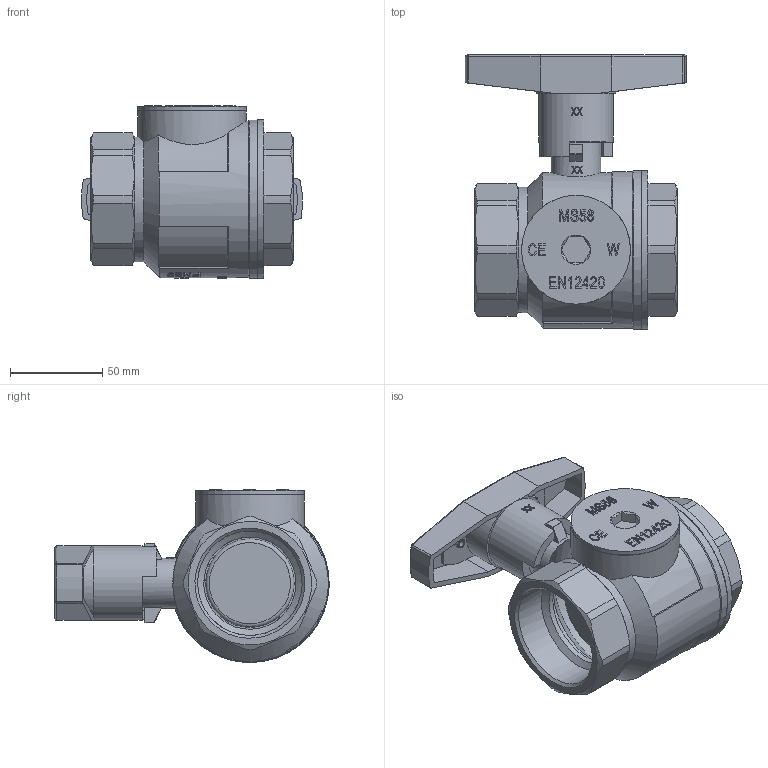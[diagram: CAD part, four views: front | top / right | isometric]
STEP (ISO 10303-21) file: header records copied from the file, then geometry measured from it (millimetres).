
FILE_DESCRIPTION(/* description */ ('Unknown'),/* implementation_level */ '2;1');
FILE_NAME(/* name */ '6080-09',/* time_stamp */ '2023-02-10T08:58:11+01:00',/* author */ ('Unknown'),/* organization */ ('Unknown'),/* preprocessor_version */ 'ST-DEVELOPER v16.7',/* originating_system */ 'Solid Edge',/* authorisation */ 'Unknown');
FILE_SCHEMA (('AUTOMOTIVE_DESIGN {1 0 10303 214 3 1 1}'));
Products named in the file (16): 6080-2; T-Griff 2; Abdeckkappe-2-a; T-Griff-Al-2-a; Befestigungsschraube; 600-2-Spindel-co_oa_0; 600-2-Stopfbuchse; 600-2-Spindel; 600-2-Kvrper-co_oa_1; 600-2-Speerring; 600-2-Sieb; 600-2-Einschraubteil; Kvrper-co; 600-2-Kvrper; 600-2-Deckel; 600-2-O-Ring
Assembly tree (15 placements, depth 4):
  6080-2
    T-Griff 2
      Abdeckkappe-2-a
      T-Griff-Al-2-a
      Befestigungsschraube
    600-2-Spindel-co_oa_0
      600-2-Stopfbuchse
      600-2-Spindel
    600-2-Kvrper-co_oa_1
      600-2-Speerring
      600-2-Sieb
      600-2-Einschraubteil
      Kvrper-co
        600-2-Kvrper
        600-2-Deckel
        600-2-O-Ring
Bounding box: 119.86 x 148.8 x 93.8 mm (x, y, z)
Volume: 252670.7 mm3; surface area: 136238.4 mm2
Topology: 10 solids, 12 shells, 1811 faces, 5053 edges, 3350 vertices
Faces by surface type: plane 1598, cylinder 139, cone 56, torus 10, sphere 6, bspline 2
Full cylindrical faces by diameter (mm): 1.5 x2, 3.4 x2, 5.3 x4, 11.8 x1, 12 x1, 16 x2, 16.1 x1, 16.5 x1, 18 x1, 19 x1, 20 x2, 20.5 x1, 20.52 x1, 22 x1, 24 x1, 26.5 x1, 27 x1, 30.4 x1, 40.4 x1, 42.5 x1, 46 x1, 48 x1, 50 x2, 50.5 x2, 51.6 x1, 52 x2, 56.656 x2, 56.658 x1, 59 x2, 60 x2
Entity records: 64022 total; most frequent: CARTESIAN_POINT 16380, ORIENTED_EDGE 9878, DIRECTION 9876, EDGE_CURVE 4943, LINE 3462, VECTOR 3462, VERTEX_POINT 3328, AXIS2_PLACEMENT_3D 3207
